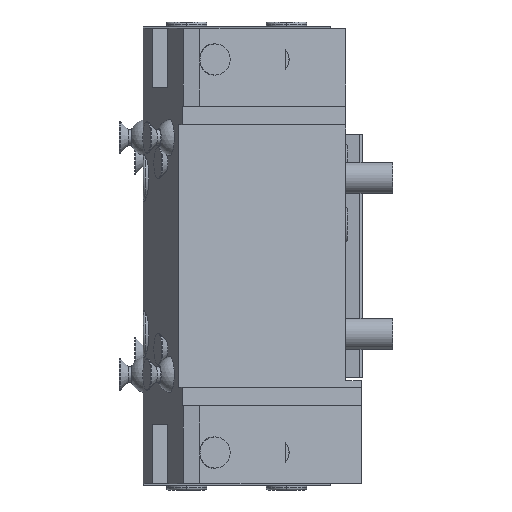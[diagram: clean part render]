
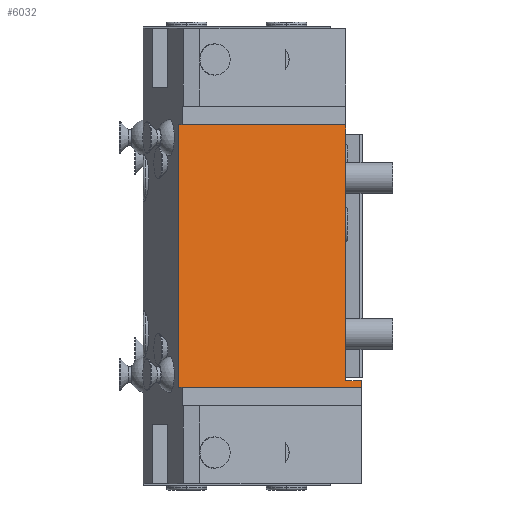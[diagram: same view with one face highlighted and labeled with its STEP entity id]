
A CAD part, front view. The second image highlights one B-rep face of the part: STEP entity #6032.
In plain terms, the highlighted planar face has unit normal (0.5, -0.866, 0).
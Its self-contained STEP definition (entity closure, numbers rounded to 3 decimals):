
#94=DIRECTION('',(0.,0.,1.));
#95=VECTOR('',#94,84.);
#96=CARTESIAN_POINT('',(-53.735,-72.978,-42.));
#97=LINE('',#96,#95);
#1255=DIRECTION('',(0.,0.,-1.));
#1256=VECTOR('',#1255,2.);
#1257=CARTESIAN_POINT('',(5.,-39.067,-40.));
#1258=LINE('',#1257,#1256);
#1309=DIRECTION('',(-0.866,-0.5,0.));
#1310=VECTOR('',#1309,62.048);
#1311=CARTESIAN_POINT('',(0.,-41.954,42.));
#1312=LINE('',#1311,#1310);
#1313=DIRECTION('',(0.866,0.5,0.));
#1314=VECTOR('',#1313,67.822);
#1315=CARTESIAN_POINT('',(-53.735,-72.978,-42.));
#1316=LINE('',#1315,#1314);
#1361=DIRECTION('',(0.,0.,1.));
#1362=VECTOR('',#1361,82.);
#1363=CARTESIAN_POINT('',(0.,-41.954,-40.));
#1364=LINE('',#1363,#1362);
#1742=DIRECTION('',(-0.866,-0.5,0.));
#1743=VECTOR('',#1742,5.774);
#1744=CARTESIAN_POINT('',(5.,-39.067,-40.));
#1745=LINE('',#1744,#1743);
#3709=CARTESIAN_POINT('',(-53.735,-72.978,-42.));
#3710=CARTESIAN_POINT('',(-53.735,-72.978,42.));
#3711=VERTEX_POINT('',#3709);
#3712=VERTEX_POINT('',#3710);
#3713=CARTESIAN_POINT('',(5.,-39.067,-42.));
#3714=VERTEX_POINT('',#3713);
#3715=CARTESIAN_POINT('',(0.,-41.954,42.));
#3716=VERTEX_POINT('',#3715);
#3717=CARTESIAN_POINT('',(0.,-41.954,-40.));
#3718=VERTEX_POINT('',#3717);
#3791=CARTESIAN_POINT('',(5.,-39.067,-40.));
#3792=VERTEX_POINT('',#3791);
#6016=CARTESIAN_POINT('',(18.167,-31.466,-73.));
#6017=DIRECTION('',(0.5,-0.866,0.));
#6018=DIRECTION('',(0.,0.,1.));
#6019=AXIS2_PLACEMENT_3D('',#6016,#6017,#6018);
#6020=PLANE('',#6019);
#6021=ORIENTED_EDGE('',*,*,#4610,.T.);
#6023=ORIENTED_EDGE('',*,*,#6022,.F.);
#6025=ORIENTED_EDGE('',*,*,#6024,.F.);
#6027=ORIENTED_EDGE('',*,*,#6026,.F.);
#6028=ORIENTED_EDGE('',*,*,#5962,.T.);
#6029=ORIENTED_EDGE('',*,*,#6010,.F.);
#6030=EDGE_LOOP('',(#6021,#6023,#6025,#6027,#6028,#6029));
#6031=FACE_OUTER_BOUND('',#6030,.F.);
#6032=ADVANCED_FACE('',(#6031),#6020,.T.);
#4610=EDGE_CURVE('',#3711,#3712,#97,.T.);
#5962=EDGE_CURVE('',#3792,#3714,#1258,.T.);
#6010=EDGE_CURVE('',#3711,#3714,#1316,.T.);
#6022=EDGE_CURVE('',#3716,#3712,#1312,.T.);
#6024=EDGE_CURVE('',#3718,#3716,#1364,.T.);
#6026=EDGE_CURVE('',#3792,#3718,#1745,.T.);
